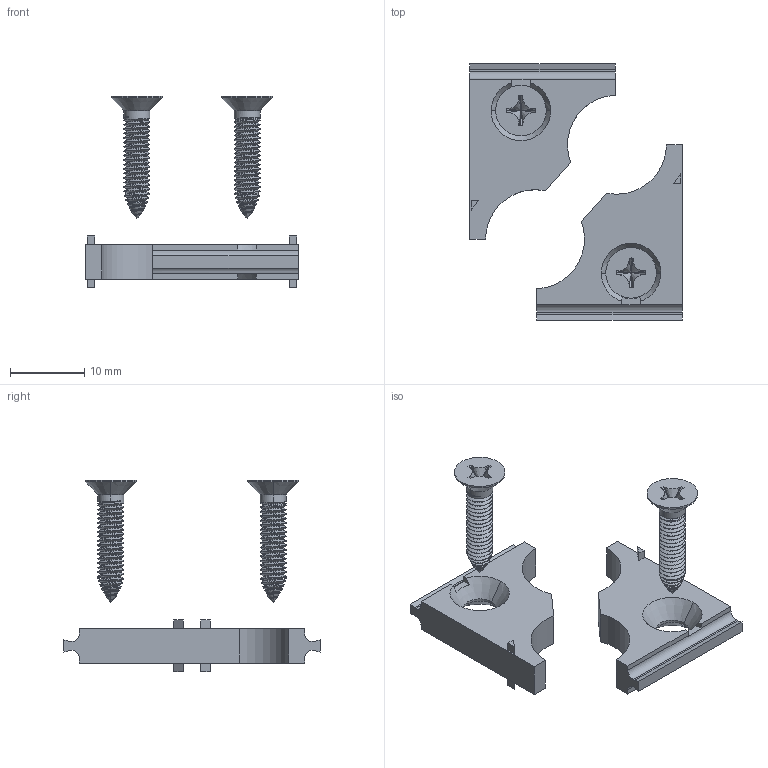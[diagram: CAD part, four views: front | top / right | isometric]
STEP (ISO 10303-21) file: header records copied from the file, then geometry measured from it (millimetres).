
FILE_DESCRIPTION((''),'2;1');
FILE_NAME('SPB','2017-09-13T',('tl.yang'),(''),'PRO/ENGINEER BY PARAMETRIC TECHNOLOGY CORPORATION, 2011500','PRO/ENGINEER BY PARAMETRIC TECHNOLOGY CORPORATION, 2011500','');
FILE_SCHEMA(('CONFIG_CONTROL_DESIGN'));
Length unit declared in the file: millimetre
Products named in the file (1): SPB
Bounding box: 28.6 x 34.5 x 25.8 mm (x, y, z)
Volume: 2317.6 mm3; surface area: 2463.7 mm2
Topology: 4 solids, 4 shells, 272 faces, 748 edges, 482 vertices
Faces by surface type: bspline 96, cylinder 86, plane 78, cone 12
Entity records: 21276 total; most frequent: CARTESIAN_POINT 15232, ORIENTED_EDGE 1488, DIRECTION 858, EDGE_CURVE 744, VERTEX_POINT 482, VECTOR 338, LINE 338, B_SPLINE_CURVE_WITH_KNOTS 322
